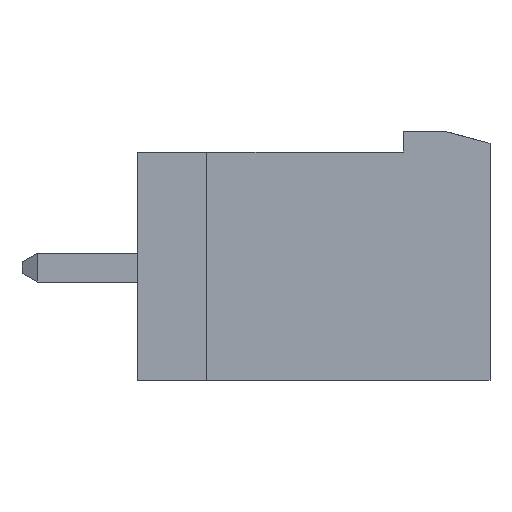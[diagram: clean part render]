
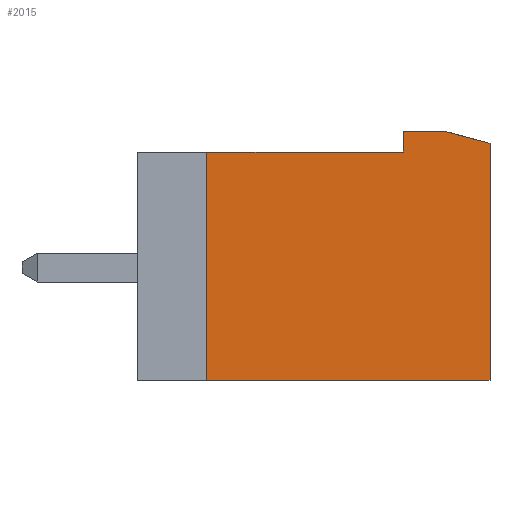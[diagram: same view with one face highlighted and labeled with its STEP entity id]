
A CAD part, front view. The second image highlights one B-rep face of the part: STEP entity #2015.
In plain terms, the highlighted planar face has unit normal (0, -1, 0).
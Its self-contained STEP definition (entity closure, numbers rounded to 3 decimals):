
#2015 = ADVANCED_FACE( '', ( #4373 ), #4374, .F. );
#4373 = FACE_OUTER_BOUND( '', #7081, .T. );
#4374 = PLANE( '', #7082 );
#7081 = EDGE_LOOP( '', ( #12888, #12889, #12890, #12891, #12892, #12893, #12894 ) );
#7082 = AXIS2_PLACEMENT_3D( '', #12895, #12896, #12897 );
#12888 = ORIENTED_EDGE( '', *, *, #18173, .T. );
#12889 = ORIENTED_EDGE( '', *, *, #17971, .T. );
#12890 = ORIENTED_EDGE( '', *, *, #17931, .T. );
#12891 = ORIENTED_EDGE( '', *, *, #18174, .T. );
#12892 = ORIENTED_EDGE( '', *, *, #18175, .T. );
#12893 = ORIENTED_EDGE( '', *, *, #16577, .T. );
#12894 = ORIENTED_EDGE( '', *, *, #17411, .T. );
#12895 = CARTESIAN_POINT( '', ( 0., -122.92, 510.7 ) );
#12896 = DIRECTION( '', ( 0., 1., 0. ) );
#12897 = DIRECTION( '', ( -1., 0., 0. ) );
#16577 = EDGE_CURVE( '', #20155, #20153, #20156, .T. );
#17411 = EDGE_CURVE( '', #20153, #21453, #21455, .T. );
#17931 = EDGE_CURVE( '', #22175, #22176, #22177, .T. );
#17971 = EDGE_CURVE( '', #22227, #22175, #22228, .T. );
#18173 = EDGE_CURVE( '', #21453, #22227, #22470, .T. );
#18174 = EDGE_CURVE( '', #22176, #22471, #22472, .T. );
#18175 = EDGE_CURVE( '', #22471, #20155, #22473, .T. );
#20153 = VERTEX_POINT( '', #25150 );
#20155 = VERTEX_POINT( '', #25153 );
#20156 = LINE( '', #25154, #25155 );
#21453 = VERTEX_POINT( '', #27100 );
#21455 = LINE( '', #27103, #27104 );
#22175 = VERTEX_POINT( '', #28195 );
#22176 = VERTEX_POINT( '', #28196 );
#22177 = LINE( '', #28197, #28198 );
#22227 = VERTEX_POINT( '', #28283 );
#22228 = LINE( '', #28284, #28285 );
#22470 = LINE( '', #28653, #28654 );
#22471 = VERTEX_POINT( '', #28655 );
#22472 = LINE( '', #28656, #28657 );
#22473 = LINE( '', #28658, #28659 );
#25150 = CARTESIAN_POINT( '', ( 1.507, -122.92, 510.7 ) );
#25153 = CARTESIAN_POINT( '', ( 3., -122.92, 510.3 ) );
#25154 = CARTESIAN_POINT( '', ( 1.507, -122.92, 510.7 ) );
#25155 = VECTOR( '', #30334, 1000. );
#27100 = CARTESIAN_POINT( '', ( 0., -122.92, 510.7 ) );
#27103 = CARTESIAN_POINT( '', ( 0., -122.92, 510.7 ) );
#27104 = VECTOR( '', #31038, 1000. );
#28195 = CARTESIAN_POINT( '', ( -6.8, -122.92, 510. ) );
#28196 = CARTESIAN_POINT( '', ( -6.8, -122.92, 502.1 ) );
#28197 = CARTESIAN_POINT( '', ( -6.8, -122.92, 502.1 ) );
#28198 = VECTOR( '', #31425, 1000. );
#28283 = CARTESIAN_POINT( '', ( 0., -122.92, 510. ) );
#28284 = CARTESIAN_POINT( '', ( -6.8, -122.92, 510. ) );
#28285 = VECTOR( '', #31464, 1000. );
#28653 = CARTESIAN_POINT( '', ( 0., -122.92, 510.2 ) );
#28654 = VECTOR( '', #31603, 1000. );
#28655 = CARTESIAN_POINT( '', ( 3., -122.92, 502.1 ) );
#28656 = CARTESIAN_POINT( '', ( 3., -122.92, 502.1 ) );
#28657 = VECTOR( '', #31604, 1000. );
#28658 = CARTESIAN_POINT( '', ( 3., -122.92, 510.3 ) );
#28659 = VECTOR( '', #31605, 1000. );
#30334 = DIRECTION( '', ( -0.966, 0., 0.259 ) );
#31038 = DIRECTION( '', ( -1., 0., 0. ) );
#31425 = DIRECTION( '', ( 0., 0., -1. ) );
#31464 = DIRECTION( '', ( -1., 0., 0. ) );
#31603 = DIRECTION( '', ( 0., 0., -1. ) );
#31604 = DIRECTION( '', ( 1., 0., 0. ) );
#31605 = DIRECTION( '', ( 0., 0., 1. ) );
